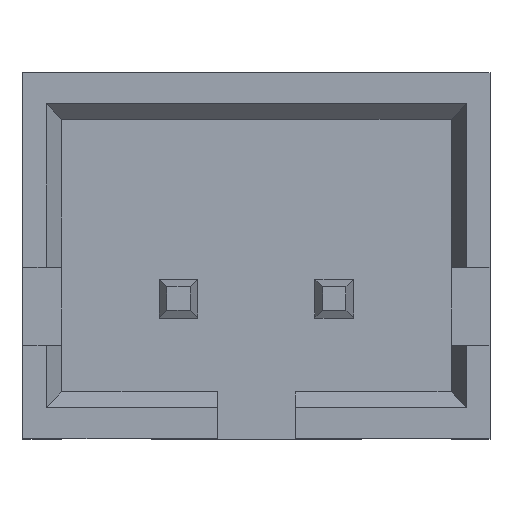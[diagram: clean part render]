
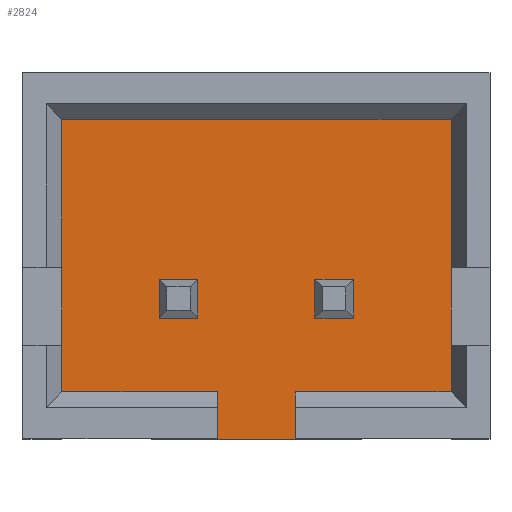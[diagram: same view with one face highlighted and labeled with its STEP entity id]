
A CAD part, top view. The second image highlights one B-rep face of the part: STEP entity #2824.
In plain terms, the highlighted planar face has unit normal (0, 0, 1).
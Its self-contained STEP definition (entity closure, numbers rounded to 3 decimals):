
#135 = VERTEX_POINT ( 'NONE', #8602 ) ;
#145 = VERTEX_POINT ( 'NONE', #3032 ) ;
#162 = VERTEX_POINT ( 'NONE', #7260 ) ;
#858 = EDGE_CURVE ( 'NONE', #135, #145, #10509, .T. ) ;
#963 = EDGE_CURVE ( 'NONE', #162, #9205, #7465, .T. ) ;
#986 = EDGE_LOOP ( 'NONE', ( #7065, #9101, #1405, #1553, #10145, #10253, #6966, #13432, #11508, #10090 ) ) ;
#1116 = LINE ( 'NONE', #3628, #6491 ) ;
#1405 = ORIENTED_EDGE ( 'NONE', *, *, #858, .T. ) ;
#1448 = CARTESIAN_POINT ( 'NONE',  ( -2., -7.15, 0.4 ) ) ;
#1548 = AXIS2_PLACEMENT_3D ( 'NONE', #2241, #7885, #3416 ) ;
#1553 = ORIENTED_EDGE ( 'NONE', *, *, #13557, .F. ) ;
#1867 = CARTESIAN_POINT ( 'NONE',  ( -1.5, -7.75, 0.4 ) ) ;
#2008 = CARTESIAN_POINT ( 'NONE',  ( -4.5, -3.65, 0.4 ) ) ;
#2015 = DIRECTION ( 'NONE',  ( 0., -1., 0. ) ) ;
#2233 = CARTESIAN_POINT ( 'NONE',  ( -2., -7.15, 0.4 ) ) ;
#2241 = CARTESIAN_POINT ( 'NONE',  ( -2., -7.75, 0.4 ) ) ;
#2497 = CARTESIAN_POINT ( 'NONE',  ( -1.5, -7.15, 0.4 ) ) ;
#2797 = CARTESIAN_POINT ( 'NONE',  ( -2., -7.15, 0.4 ) ) ;
#2824 = ADVANCED_FACE ( 'NONE', ( #13426 ), #12064, .F. ) ;
#2938 = CARTESIAN_POINT ( 'NONE',  ( -1.5, -7.75, 0.4 ) ) ;
#3010 = DIRECTION ( 'NONE',  ( 1., 0., 0. ) ) ;
#3032 = CARTESIAN_POINT ( 'NONE',  ( 0.5, -3.65, 0.4 ) ) ;
#3416 = DIRECTION ( 'NONE',  ( -1., 0., 0. ) ) ;
#3628 = CARTESIAN_POINT ( 'NONE',  ( -2.5, -7.75, 0.4 ) ) ;
#3973 = DIRECTION ( 'NONE',  ( 0., 1., 0. ) ) ;
#4026 = VECTOR ( 'NONE', #11874, 1000. ) ;
#4113 = CARTESIAN_POINT ( 'NONE',  ( -2.5, -7.75, 0.4 ) ) ;
#4150 = EDGE_CURVE ( 'NONE', #13592, #13059, #11554, .T. ) ;
#4281 = VECTOR ( 'NONE', #7161, 1000. ) ;
#4363 = LINE ( 'NONE', #2938, #4026 ) ;
#4797 = EDGE_CURVE ( 'NONE', #6149, #162, #11659, .T. ) ;
#5181 = VECTOR ( 'NONE', #12807, 1000. ) ;
#5325 = LINE ( 'NONE', #7434, #13559 ) ;
#5547 = VERTEX_POINT ( 'NONE', #7471 ) ;
#5570 = VECTOR ( 'NONE', #2015, 1000. ) ;
#6093 = VECTOR ( 'NONE', #7743, 1000. ) ;
#6149 = VERTEX_POINT ( 'NONE', #12784 ) ;
#6475 = VECTOR ( 'NONE', #11972, 1000. ) ;
#6491 = VECTOR ( 'NONE', #10870, 1000. ) ;
#6734 = CARTESIAN_POINT ( 'NONE',  ( -4.5, -3.65, 0.4 ) ) ;
#6966 = ORIENTED_EDGE ( 'NONE', *, *, #4797, .T. ) ;
#7065 = ORIENTED_EDGE ( 'NONE', *, *, #8487, .T. ) ;
#7161 = DIRECTION ( 'NONE',  ( -1., 0., 0. ) ) ;
#7260 = CARTESIAN_POINT ( 'NONE',  ( -2.5, -7.15, 0.4 ) ) ;
#7434 = CARTESIAN_POINT ( 'NONE',  ( -2., -3.65, 0.4 ) ) ;
#7465 = LINE ( 'NONE', #11843, #5570 ) ;
#7471 = CARTESIAN_POINT ( 'NONE',  ( -0.65, -7.15, 0.4 ) ) ;
#7592 = LINE ( 'NONE', #2233, #6475 ) ;
#7743 = DIRECTION ( 'NONE',  ( 1., 0., 0. ) ) ;
#7885 = DIRECTION ( 'NONE',  ( 0., 0., -1. ) ) ;
#8413 = CARTESIAN_POINT ( 'NONE',  ( -2., -7.15, 0.4 ) ) ;
#8487 = EDGE_CURVE ( 'NONE', #12581, #5547, #9975, .T. ) ;
#8602 = CARTESIAN_POINT ( 'NONE',  ( 0.5, -7.15, 0.4 ) ) ;
#8931 = VECTOR ( 'NONE', #9837, 1000. ) ;
#9101 = ORIENTED_EDGE ( 'NONE', *, *, #12370, .F. ) ;
#9205 = VERTEX_POINT ( 'NONE', #4113 ) ;
#9837 = DIRECTION ( 'NONE',  ( 0., -1., 0. ) ) ;
#9899 = EDGE_CURVE ( 'NONE', #12171, #12581, #4363, .T. ) ;
#9975 = LINE ( 'NONE', #1448, #6093 ) ;
#10090 = ORIENTED_EDGE ( 'NONE', *, *, #9899, .T. ) ;
#10145 = ORIENTED_EDGE ( 'NONE', *, *, #4150, .T. ) ;
#10253 = ORIENTED_EDGE ( 'NONE', *, *, #13264, .T. ) ;
#10265 = EDGE_CURVE ( 'NONE', #9205, #12171, #1116, .T. ) ;
#10509 = LINE ( 'NONE', #12425, #13138 ) ;
#10870 = DIRECTION ( 'NONE',  ( 1., 0., 0. ) ) ;
#10874 = CARTESIAN_POINT ( 'NONE',  ( -4.5, -7.15, 0.4 ) ) ;
#11508 = ORIENTED_EDGE ( 'NONE', *, *, #10265, .T. ) ;
#11554 = LINE ( 'NONE', #2008, #8931 ) ;
#11659 = LINE ( 'NONE', #8413, #5181 ) ;
#11843 = CARTESIAN_POINT ( 'NONE',  ( -2.5, -7.75, 0.4 ) ) ;
#11874 = DIRECTION ( 'NONE',  ( 0., 1., 0. ) ) ;
#11972 = DIRECTION ( 'NONE',  ( 1., 0., 0. ) ) ;
#12064 = PLANE ( 'NONE',  #1548 ) ;
#12171 = VERTEX_POINT ( 'NONE', #1867 ) ;
#12370 = EDGE_CURVE ( 'NONE', #135, #5547, #12606, .T. ) ;
#12425 = CARTESIAN_POINT ( 'NONE',  ( 0.5, -3.65, 0.4 ) ) ;
#12581 = VERTEX_POINT ( 'NONE', #2497 ) ;
#12606 = LINE ( 'NONE', #2797, #4281 ) ;
#12784 = CARTESIAN_POINT ( 'NONE',  ( -3.35, -7.15, 0.4 ) ) ;
#12807 = DIRECTION ( 'NONE',  ( 1., 0., 0. ) ) ;
#13059 = VERTEX_POINT ( 'NONE', #10874 ) ;
#13138 = VECTOR ( 'NONE', #3973, 1000. ) ;
#13264 = EDGE_CURVE ( 'NONE', #13059, #6149, #7592, .T. ) ;
#13426 = FACE_OUTER_BOUND ( 'NONE', #986, .T. ) ;
#13432 = ORIENTED_EDGE ( 'NONE', *, *, #963, .T. ) ;
#13557 = EDGE_CURVE ( 'NONE', #13592, #145, #5325, .T. ) ;
#13559 = VECTOR ( 'NONE', #3010, 1000. ) ;
#13592 = VERTEX_POINT ( 'NONE', #6734 ) ;
